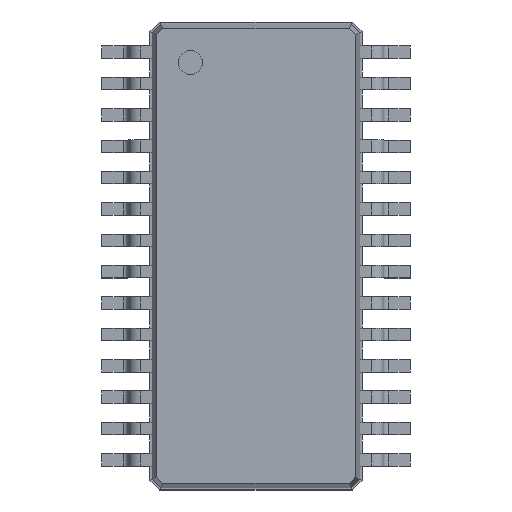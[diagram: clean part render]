
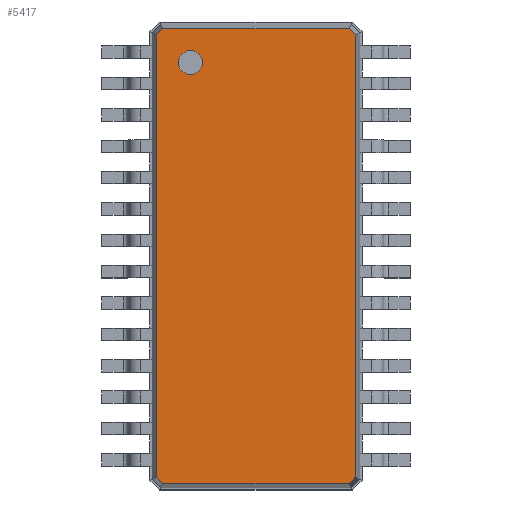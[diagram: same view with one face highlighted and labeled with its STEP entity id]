
A CAD part, top view. The second image highlights one B-rep face of the part: STEP entity #5417.
In plain terms, the highlighted planar face has unit normal (0, 0, 1).
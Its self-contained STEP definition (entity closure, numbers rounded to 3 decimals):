
#1994 = VERTEX_POINT('',#1995);
#1995 = CARTESIAN_POINT('',(2.06,-4.58,1.1));
#2000 = EDGE_CURVE('',#2001,#1994,#2003,.T.);
#2001 = VERTEX_POINT('',#2002);
#2002 = CARTESIAN_POINT('',(2.06,4.58,1.1));
#2003 = LINE('',#2004,#2005);
#2004 = CARTESIAN_POINT('',(2.06,4.58,1.1));
#2005 = VECTOR('',#2006,1.);
#2006 = DIRECTION('',(0.,-1.,0.));
#5381 = EDGE_CURVE('',#5382,#2001,#5384,.T.);
#5382 = VERTEX_POINT('',#5383);
#5383 = CARTESIAN_POINT('',(1.93,4.71,1.1));
#5384 = LINE('',#5385,#5386);
#5385 = CARTESIAN_POINT('',(1.93,4.71,1.1));
#5386 = VECTOR('',#5387,1.);
#5387 = DIRECTION('',(0.707,-0.707,0.));
#5417 = ADVANCED_FACE('',(#5418,#5468),#5479,.F.);
#5418 = FACE_BOUND('',#5419,.F.);
#5419 = EDGE_LOOP('',(#5420,#5428,#5429,#5430,#5438,#5446,#5454,#5462));
#5420 = ORIENTED_EDGE('',*,*,#5421,.T.);
#5421 = EDGE_CURVE('',#5422,#5382,#5424,.T.);
#5422 = VERTEX_POINT('',#5423);
#5423 = CARTESIAN_POINT('',(-1.93,4.71,1.1));
#5424 = LINE('',#5425,#5426);
#5425 = CARTESIAN_POINT('',(-1.93,4.71,1.1));
#5426 = VECTOR('',#5427,1.);
#5427 = DIRECTION('',(1.,0.,0.));
#5428 = ORIENTED_EDGE('',*,*,#5381,.T.);
#5429 = ORIENTED_EDGE('',*,*,#2000,.T.);
#5430 = ORIENTED_EDGE('',*,*,#5431,.T.);
#5431 = EDGE_CURVE('',#1994,#5432,#5434,.T.);
#5432 = VERTEX_POINT('',#5433);
#5433 = CARTESIAN_POINT('',(1.93,-4.71,1.1));
#5434 = LINE('',#5435,#5436);
#5435 = CARTESIAN_POINT('',(2.06,-4.58,1.1));
#5436 = VECTOR('',#5437,1.);
#5437 = DIRECTION('',(-0.707,-0.707,0.));
#5438 = ORIENTED_EDGE('',*,*,#5439,.T.);
#5439 = EDGE_CURVE('',#5432,#5440,#5442,.T.);
#5440 = VERTEX_POINT('',#5441);
#5441 = CARTESIAN_POINT('',(-1.93,-4.71,1.1));
#5442 = LINE('',#5443,#5444);
#5443 = CARTESIAN_POINT('',(1.93,-4.71,1.1));
#5444 = VECTOR('',#5445,1.);
#5445 = DIRECTION('',(-1.,0.,0.));
#5446 = ORIENTED_EDGE('',*,*,#5447,.T.);
#5447 = EDGE_CURVE('',#5440,#5448,#5450,.T.);
#5448 = VERTEX_POINT('',#5449);
#5449 = CARTESIAN_POINT('',(-2.06,-4.58,1.1));
#5450 = LINE('',#5451,#5452);
#5451 = CARTESIAN_POINT('',(-1.93,-4.71,1.1));
#5452 = VECTOR('',#5453,1.);
#5453 = DIRECTION('',(-0.707,0.707,0.));
#5454 = ORIENTED_EDGE('',*,*,#5455,.T.);
#5455 = EDGE_CURVE('',#5448,#5456,#5458,.T.);
#5456 = VERTEX_POINT('',#5457);
#5457 = CARTESIAN_POINT('',(-2.06,4.58,1.1));
#5458 = LINE('',#5459,#5460);
#5459 = CARTESIAN_POINT('',(-2.06,-4.58,1.1));
#5460 = VECTOR('',#5461,1.);
#5461 = DIRECTION('',(0.,1.,0.));
#5462 = ORIENTED_EDGE('',*,*,#5463,.T.);
#5463 = EDGE_CURVE('',#5456,#5422,#5464,.T.);
#5464 = LINE('',#5465,#5466);
#5465 = CARTESIAN_POINT('',(-2.06,4.58,1.1));
#5466 = VECTOR('',#5467,1.);
#5467 = DIRECTION('',(0.707,0.707,0.));
#5468 = FACE_BOUND('',#5469,.F.);
#5469 = EDGE_LOOP('',(#5470));
#5470 = ORIENTED_EDGE('',*,*,#5471,.T.);
#5471 = EDGE_CURVE('',#5472,#5472,#5474,.T.);
#5472 = VERTEX_POINT('',#5473);
#5473 = CARTESIAN_POINT('',(-1.36,3.76,1.1));
#5474 = CIRCLE('',#5475,0.25);
#5475 = AXIS2_PLACEMENT_3D('',#5476,#5477,#5478);
#5476 = CARTESIAN_POINT('',(-1.36,4.01,1.1));
#5477 = DIRECTION('',(-0.,0.,1.));
#5478 = DIRECTION('',(0.,-1.,0.));
#5479 = PLANE('',#5480);
#5480 = AXIS2_PLACEMENT_3D('',#5481,#5482,#5483);
#5481 = CARTESIAN_POINT('',(-1.93,4.71,1.1));
#5482 = DIRECTION('',(0.,0.,-1.));
#5483 = DIRECTION('',(0.379,-0.925,0.));
